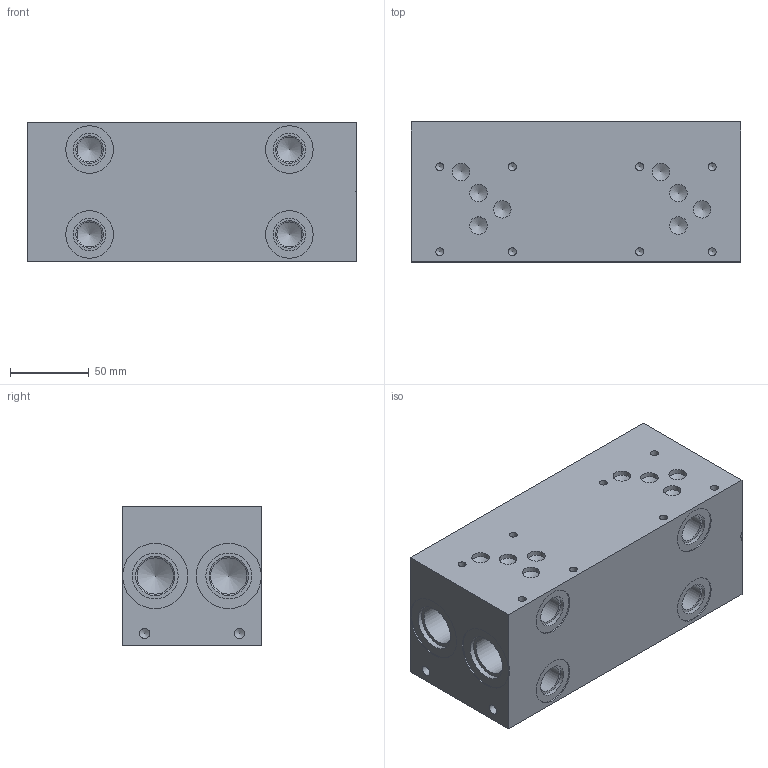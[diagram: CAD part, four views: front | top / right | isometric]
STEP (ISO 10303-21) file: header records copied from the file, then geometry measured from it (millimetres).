
FILE_DESCRIPTION((''),'2;1');
FILE_NAME('AD05P025S_CPAD.stp','2014-01-22T09:52:41',('juliea'),(''),'Autodesk Inventor 2012','Autodesk Inventor 2012','');
FILE_SCHEMA(('AUTOMOTIVE_DESIGN { 1 0 10303 214 1 1 1 1 }'));
Length unit declared in the file: millimetre
Products named in the file (1): AD05P025S_CPAD
Bounding box: 209.55 x 88.9 x 88.9 mm (x, y, z)
Volume: 1530784.8 mm3; surface area: 115501.5 mm2
Topology: 1 solids, 1 shells, 130 faces, 270 edges, 162 vertices
Faces by surface type: cylinder 62, cone 42, plane 26
Full cylindrical faces by diameter (mm): 5.105 x8, 6.528 x4, 11.125 x8, 14.3 x2, 15.875 x4, 15.9 x2, 17.501 x4, 20.599 x4, 20.625 x2, 23.012 x4, 24.003 x2, 24.917 x4, 29.185 x4, 30.175 x2, 30.251 x4, 41.453 x4
Entity records: 2662 total; most frequent: DIRECTION 522, CARTESIAN_POINT 399, ORIENTED_EDGE 272, AXIS2_PLACEMENT_3D 255, EDGE_LOOP 254, EDGE_CURVE 136, VERTEX_POINT 132, FACE_OUTER_BOUND 130
